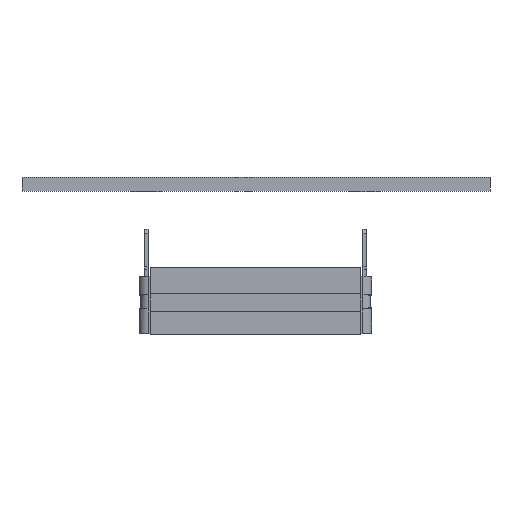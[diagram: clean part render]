
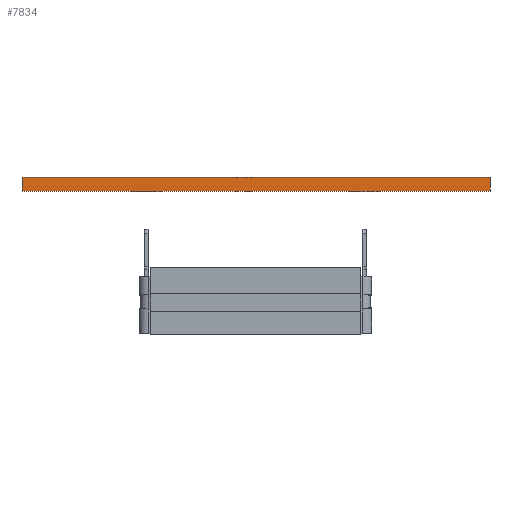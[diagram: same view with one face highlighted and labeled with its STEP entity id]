
A CAD part, front view. The second image highlights one B-rep face of the part: STEP entity #7834.
In plain terms, the highlighted planar face has unit normal (0, -1, 0).
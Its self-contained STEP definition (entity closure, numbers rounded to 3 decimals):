
#7319 = FACE_OUTER_BOUND ( 'NONE', #19071, .T. ) ;
#7834 = ADVANCED_FACE ( 'NONE', ( #7319 ), #9558, .T. ) ;
#8592 = AXIS2_PLACEMENT_3D ( 'NONE', #9566, #9567, #9568 ) ;
#9558 = PLANE ( 'NONE',  #8592 ) ;
#9566 = CARTESIAN_POINT ( 'NONE',  ( -33.279, -24.582, 5.727 ) ) ;
#9567 = DIRECTION ( 'NONE',  ( 0., -1., 0. ) ) ;
#9568 = DIRECTION ( 'NONE',  ( 0., 0., -1. ) ) ;
#13597 = CARTESIAN_POINT ( 'NONE',  ( 17.334, -24.582, 4.254 ) ) ;
#13598 = CARTESIAN_POINT ( 'NONE',  ( -33.279, -24.582, 4.254 ) ) ;
#13603 = CARTESIAN_POINT ( 'NONE',  ( 17.334, -24.582, 5.727 ) ) ;
#13605 = CARTESIAN_POINT ( 'NONE',  ( -33.279, -24.582, 5.727 ) ) ;
#16933 = VERTEX_POINT ( 'NONE', #13597 ) ;
#16934 = VERTEX_POINT ( 'NONE', #13598 ) ;
#16939 = VERTEX_POINT ( 'NONE', #13603 ) ;
#16942 = VERTEX_POINT ( 'NONE', #13605 ) ;
#19071 = EDGE_LOOP ( 'NONE', ( #44109, #44110, #44111, #44112 ) ) ;
#25838 = EDGE_CURVE ( 'NONE', #16934, #16933, #43397, .T. ) ;
#25869 = EDGE_CURVE ( 'NONE', #16933, #16939, #43532, .T. ) ;
#25870 = EDGE_CURVE ( 'NONE', #16939, #16942, #43534, .T. ) ;
#25871 = EDGE_CURVE ( 'NONE', #16934, #16942, #43536, .T. ) ;
#43397 = LINE ( 'NONE', #47260, #43498 ) ;
#43498 = VECTOR ( 'NONE', #47265, 1000. ) ;
#43532 = LINE ( 'NONE', #47348, #43535 ) ;
#43534 = LINE ( 'NONE', #47350, #43537 ) ;
#43535 = VECTOR ( 'NONE', #47349, 1000. ) ;
#43536 = LINE ( 'NONE', #47352, #43539 ) ;
#43537 = VECTOR ( 'NONE', #47351, 1000. ) ;
#43539 = VECTOR ( 'NONE', #47353, 1000. ) ;
#44109 = ORIENTED_EDGE ( 'NONE', *, *, #25838, .T. ) ;
#44110 = ORIENTED_EDGE ( 'NONE', *, *, #25869, .T. ) ;
#44111 = ORIENTED_EDGE ( 'NONE', *, *, #25870, .T. ) ;
#44112 = ORIENTED_EDGE ( 'NONE', *, *, #25871, .F. ) ;
#47260 = CARTESIAN_POINT ( 'NONE',  ( -7.973, -24.582, 4.254 ) ) ;
#47265 = DIRECTION ( 'NONE',  ( 1., 0., 0. ) ) ;
#47348 = CARTESIAN_POINT ( 'NONE',  ( 17.334, -24.582, 4.99 ) ) ;
#47349 = DIRECTION ( 'NONE',  ( 0., 0., 1. ) ) ;
#47350 = CARTESIAN_POINT ( 'NONE',  ( -7.973, -24.582, 5.727 ) ) ;
#47351 = DIRECTION ( 'NONE',  ( -1., 0., 0. ) ) ;
#47352 = CARTESIAN_POINT ( 'NONE',  ( -33.279, -24.582, 4.99 ) ) ;
#47353 = DIRECTION ( 'NONE',  ( 0., 0., 1. ) ) ;
